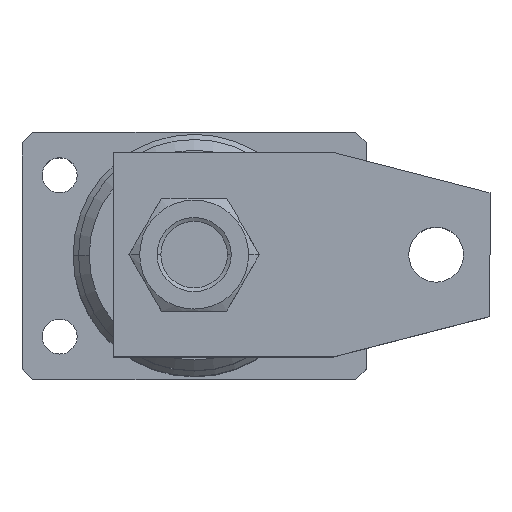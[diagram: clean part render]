
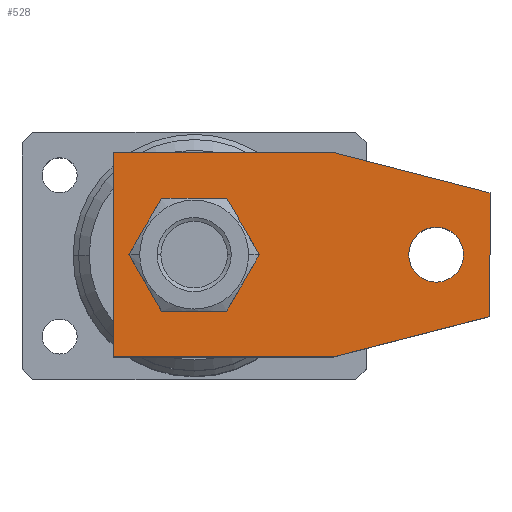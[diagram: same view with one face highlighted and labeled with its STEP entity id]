
A CAD part, top view. The second image highlights one B-rep face of the part: STEP entity #528.
In plain terms, the highlighted face is planar.
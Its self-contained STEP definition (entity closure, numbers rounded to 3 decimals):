
#71 = EDGE_LOOP ( 'NONE', ( #3524, #3523 ) ) ;
#73 = EDGE_LOOP ( 'NONE', ( #3522, #3521, #3520, #3503, #3502, #3501 ) ) ;
#91 = EDGE_LOOP ( 'NONE', ( #3500, #3499 ) ) ;
#528 = ADVANCED_FACE ( 'NONE', ( #3359, #3350, #3353 ), #619, .F. ) ;
#614 = DIRECTION ( 'NONE',  ( 0., 0., 1. ) ) ;
#617 = CARTESIAN_POINT ( 'NONE',  ( 0., 0., 0. ) ) ;
#619 = PLANE ( 'NONE',  #3112 ) ;
#621 = DIRECTION ( 'NONE',  ( 1., 0., 0. ) ) ;
#1057 = AXIS2_PLACEMENT_3D ( 'NONE', #2263, #2269, #2270 ) ;
#1062 = AXIS2_PLACEMENT_3D ( 'NONE', #2095, #2090, #2088 ) ;
#1066 = AXIS2_PLACEMENT_3D ( 'NONE', #2128, #2132, #2133 ) ;
#1069 = AXIS2_PLACEMENT_3D ( 'NONE', #2112, #2113, #2114 ) ;
#1311 = CIRCLE ( 'NONE', #1057, 5.1 ) ;
#1325 = CIRCLE ( 'NONE', #1062, 7.5 ) ;
#1445 = EDGE_CURVE ( 'NONE', #2342, #2371, #2875, .T. ) ;
#1450 = EDGE_CURVE ( 'NONE', #1687, #2342, #2868, .T. ) ;
#1457 = EDGE_CURVE ( 'NONE', #2337, #1687, #2856, .T. ) ;
#1463 = EDGE_CURVE ( 'NONE', #2365, #2337, #2844, .T. ) ;
#1501 = EDGE_CURVE ( 'NONE', #2371, #2405, #2790, .T. ) ;
#1509 = EDGE_CURVE ( 'NONE', #2331, #2379, #2765, .T. ) ;
#1511 = EDGE_CURVE ( 'NONE', #2405, #2365, #3012, .T. ) ;
#1513 = EDGE_CURVE ( 'NONE', #2330, #1737, #2919, .T. ) ;
#1522 = EDGE_CURVE ( 'NONE', #1737, #2330, #1325, .T. ) ;
#1687 = VERTEX_POINT ( 'NONE', #2002 ) ;
#1737 = VERTEX_POINT ( 'NONE', #2037 ) ;
#1978 = CARTESIAN_POINT ( 'NONE',  ( 7.5, 0., 0. ) ) ;
#2002 = CARTESIAN_POINT ( 'NONE',  ( 41., -19., 0. ) ) ;
#2037 = CARTESIAN_POINT ( 'NONE',  ( 22.5, 0., 0. ) ) ;
#2052 = CARTESIAN_POINT ( 'NONE',  ( 0., -19., 0. ) ) ;
#2055 = CARTESIAN_POINT ( 'NONE',  ( 0., 19., 0. ) ) ;
#2065 = CARTESIAN_POINT ( 'NONE',  ( 70., 11.5, 0. ) ) ;
#2088 = DIRECTION ( 'NONE',  ( -1., 0., 0. ) ) ;
#2090 = DIRECTION ( 'NONE',  ( 0., 0., -1. ) ) ;
#2095 = CARTESIAN_POINT ( 'NONE',  ( 15., 0., 0. ) ) ;
#2110 = DIRECTION ( 'NONE',  ( -1., 0., 0. ) ) ;
#2111 = CARTESIAN_POINT ( 'NONE',  ( 41., 19., 0. ) ) ;
#2112 = CARTESIAN_POINT ( 'NONE',  ( 60., 0., 0. ) ) ;
#2113 = DIRECTION ( 'NONE',  ( 0., 0., -1. ) ) ;
#2114 = DIRECTION ( 'NONE',  ( -1., 0., 0. ) ) ;
#2128 = CARTESIAN_POINT ( 'NONE',  ( 15., 0., 0. ) ) ;
#2132 = DIRECTION ( 'NONE',  ( 0., 0., -1. ) ) ;
#2133 = DIRECTION ( 'NONE',  ( -1., 0., 0. ) ) ;
#2139 = CARTESIAN_POINT ( 'NONE',  ( 70., -11.5, 0. ) ) ;
#2146 = CARTESIAN_POINT ( 'NONE',  ( 70., 11.5, 0. ) ) ;
#2171 = DIRECTION ( 'NONE',  ( -0.968, 0.25, 0. ) ) ;
#2200 = CARTESIAN_POINT ( 'NONE',  ( 54.9, 0., 0. ) ) ;
#2233 = CARTESIAN_POINT ( 'NONE',  ( 65.1, 0., 0. ) ) ;
#2244 = CARTESIAN_POINT ( 'NONE',  ( 41., 19., 0. ) ) ;
#2263 = CARTESIAN_POINT ( 'NONE',  ( 60., 0., 0. ) ) ;
#2269 = DIRECTION ( 'NONE',  ( 0., 0., -1. ) ) ;
#2270 = DIRECTION ( 'NONE',  ( -1., 0., 0. ) ) ;
#2330 = VERTEX_POINT ( 'NONE', #1978 ) ;
#2331 = VERTEX_POINT ( 'NONE', #2200 ) ;
#2337 = VERTEX_POINT ( 'NONE', #2052 ) ;
#2342 = VERTEX_POINT ( 'NONE', #2139 ) ;
#2365 = VERTEX_POINT ( 'NONE', #2055 ) ;
#2371 = VERTEX_POINT ( 'NONE', #2065 ) ;
#2379 = VERTEX_POINT ( 'NONE', #2233 ) ;
#2405 = VERTEX_POINT ( 'NONE', #2244 ) ;
#2765 = CIRCLE ( 'NONE', #1069, 5.1 ) ;
#2778 = VECTOR ( 'NONE', #2171, 1000. ) ;
#2790 = LINE ( 'NONE', #2146, #2778 ) ;
#2841 = VECTOR ( 'NONE', #3646, 1000. ) ;
#2844 = LINE ( 'NONE', #3648, #2841 ) ;
#2853 = VECTOR ( 'NONE', #3662, 1000. ) ;
#2856 = LINE ( 'NONE', #3664, #2853 ) ;
#2865 = VECTOR ( 'NONE', #3687, 1000. ) ;
#2868 = LINE ( 'NONE', #3690, #2865 ) ;
#2873 = VECTOR ( 'NONE', #3712, 1000. ) ;
#2875 = LINE ( 'NONE', #3713, #2873 ) ;
#2919 = CIRCLE ( 'NONE', #1066, 7.5 ) ;
#2922 = VECTOR ( 'NONE', #2110, 1000. ) ;
#3012 = LINE ( 'NONE', #2111, #2922 ) ;
#3112 = AXIS2_PLACEMENT_3D ( 'NONE', #617, #614, #621 ) ;
#3159 = EDGE_CURVE ( 'NONE', #2379, #2331, #1311, .T. ) ;
#3350 = FACE_OUTER_BOUND ( 'NONE', #73, .T. ) ;
#3353 = FACE_BOUND ( 'NONE', #91, .T. ) ;
#3359 = FACE_BOUND ( 'NONE', #71, .T. ) ;
#3499 = ORIENTED_EDGE ( 'NONE', *, *, #1522, .F. ) ;
#3500 = ORIENTED_EDGE ( 'NONE', *, *, #1513, .F. ) ;
#3501 = ORIENTED_EDGE ( 'NONE', *, *, #1463, .F. ) ;
#3502 = ORIENTED_EDGE ( 'NONE', *, *, #1457, .F. ) ;
#3503 = ORIENTED_EDGE ( 'NONE', *, *, #1450, .F. ) ;
#3520 = ORIENTED_EDGE ( 'NONE', *, *, #1445, .F. ) ;
#3521 = ORIENTED_EDGE ( 'NONE', *, *, #1501, .F. ) ;
#3522 = ORIENTED_EDGE ( 'NONE', *, *, #1511, .F. ) ;
#3523 = ORIENTED_EDGE ( 'NONE', *, *, #3159, .F. ) ;
#3524 = ORIENTED_EDGE ( 'NONE', *, *, #1509, .F. ) ;
#3646 = DIRECTION ( 'NONE',  ( 0., -1., 0. ) ) ;
#3648 = CARTESIAN_POINT ( 'NONE',  ( 0., 19., 0. ) ) ;
#3662 = DIRECTION ( 'NONE',  ( 1., 0., 0. ) ) ;
#3664 = CARTESIAN_POINT ( 'NONE',  ( 0., -19., 0. ) ) ;
#3687 = DIRECTION ( 'NONE',  ( 0.968, 0.25, 0. ) ) ;
#3690 = CARTESIAN_POINT ( 'NONE',  ( 41., -19., 0. ) ) ;
#3712 = DIRECTION ( 'NONE',  ( 0., 1., 0. ) ) ;
#3713 = CARTESIAN_POINT ( 'NONE',  ( 70., -11.5, 0. ) ) ;
